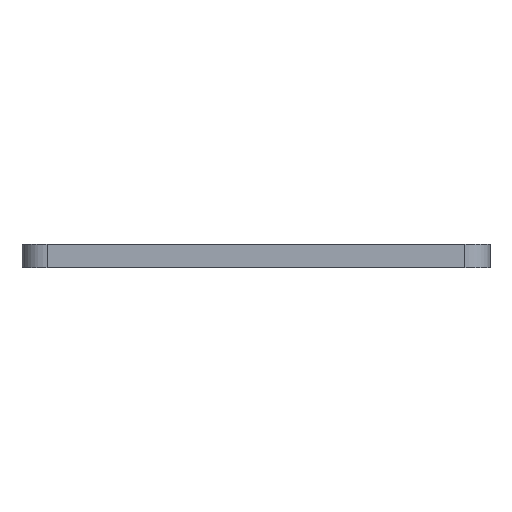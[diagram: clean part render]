
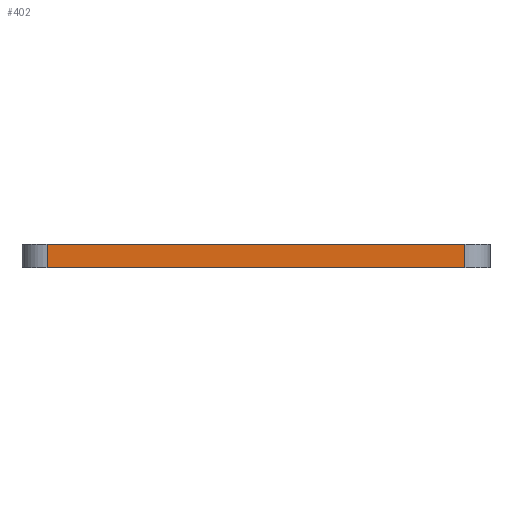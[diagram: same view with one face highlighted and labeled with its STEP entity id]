
A CAD part, front view. The second image highlights one B-rep face of the part: STEP entity #402.
In plain terms, the highlighted planar face has unit normal (0, -1, 0).
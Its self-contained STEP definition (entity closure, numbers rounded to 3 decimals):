
#1 = EDGE_LOOP ( 'NONE', ( #289, #246, #524, #751 ) ) ;
#10 = EDGE_CURVE ( 'NONE', #792, #309, #522, .T. ) ;
#55 = PLANE ( 'NONE',  #124 ) ;
#77 = CARTESIAN_POINT ( 'NONE',  ( 27.967, 2.596, 2.8 ) ) ;
#94 = DIRECTION ( 'NONE',  ( 0., 0., 1. ) ) ;
#100 = EDGE_CURVE ( 'NONE', #634, #792, #523, .T. ) ;
#112 = FACE_OUTER_BOUND ( 'NONE', #1, .T. ) ;
#124 = AXIS2_PLACEMENT_3D ( 'NONE', #444, #686, #248 ) ;
#191 = CARTESIAN_POINT ( 'NONE',  ( -25.033, 2.596, 2.8 ) ) ;
#212 = DIRECTION ( 'NONE',  ( 1., 0., 0. ) ) ;
#246 = ORIENTED_EDGE ( 'NONE', *, *, #429, .T. ) ;
#248 = DIRECTION ( 'NONE',  ( 0., 0., 1. ) ) ;
#256 = LINE ( 'NONE', #498, #763 ) ;
#257 = DIRECTION ( 'NONE',  ( 0., 0., -1. ) ) ;
#278 = CARTESIAN_POINT ( 'NONE',  ( -22.033, 2.596, 2.8 ) ) ;
#289 = ORIENTED_EDGE ( 'NONE', *, *, #534, .F. ) ;
#306 = DIRECTION ( 'NONE',  ( 1., 0., 0. ) ) ;
#309 = VERTEX_POINT ( 'NONE', #337 ) ;
#337 = CARTESIAN_POINT ( 'NONE',  ( 27.967, 2.596, 2.8 ) ) ;
#402 = ADVANCED_FACE ( 'NONE', ( #112 ), #55, .F. ) ;
#429 = EDGE_CURVE ( 'NONE', #787, #634, #256, .T. ) ;
#436 = LINE ( 'NONE', #191, #575 ) ;
#444 = CARTESIAN_POINT ( 'NONE',  ( -25.033, 2.596, 2.8 ) ) ;
#452 = CARTESIAN_POINT ( 'NONE',  ( -22.033, 2.596, 0. ) ) ;
#498 = CARTESIAN_POINT ( 'NONE',  ( -22.033, 2.596, 2.8 ) ) ;
#522 = LINE ( 'NONE', #77, #606 ) ;
#523 = LINE ( 'NONE', #768, #649 ) ;
#524 = ORIENTED_EDGE ( 'NONE', *, *, #100, .T. ) ;
#530 = CARTESIAN_POINT ( 'NONE',  ( 27.967, 2.596, 0. ) ) ;
#534 = EDGE_CURVE ( 'NONE', #787, #309, #436, .T. ) ;
#575 = VECTOR ( 'NONE', #306, 1000. ) ;
#606 = VECTOR ( 'NONE', #94, 1000. ) ;
#634 = VERTEX_POINT ( 'NONE', #452 ) ;
#649 = VECTOR ( 'NONE', #212, 1000. ) ;
#686 = DIRECTION ( 'NONE',  ( 0., 1., 0. ) ) ;
#751 = ORIENTED_EDGE ( 'NONE', *, *, #10, .T. ) ;
#763 = VECTOR ( 'NONE', #257, 1000. ) ;
#768 = CARTESIAN_POINT ( 'NONE',  ( -25.033, 2.596, 0. ) ) ;
#787 = VERTEX_POINT ( 'NONE', #278 ) ;
#792 = VERTEX_POINT ( 'NONE', #530 ) ;
